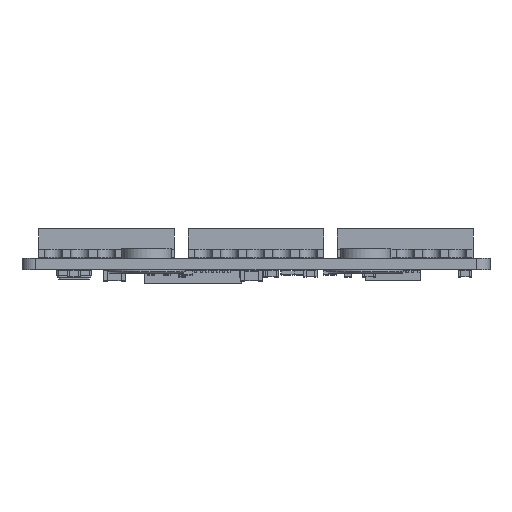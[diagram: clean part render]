
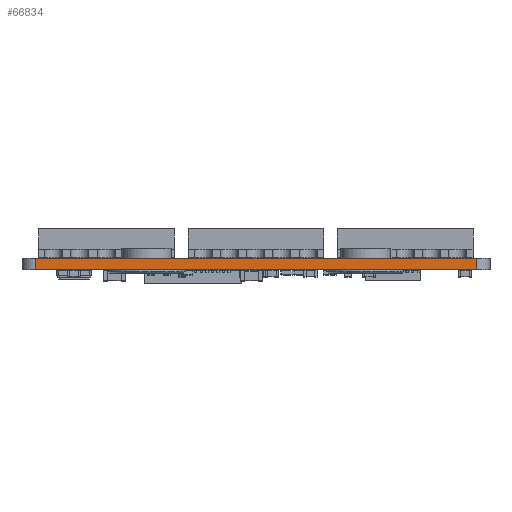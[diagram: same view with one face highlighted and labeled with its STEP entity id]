
A CAD part, front view. The second image highlights one B-rep face of the part: STEP entity #66834.
In plain terms, the highlighted planar face has unit normal (0, -1, 0).
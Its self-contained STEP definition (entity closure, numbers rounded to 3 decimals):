
#65384 = VERTEX_POINT('',#65385);
#65385 = CARTESIAN_POINT('',(-15.913,-65.5,0.));
#65392 = EDGE_CURVE('',#65393,#65384,#65395,.T.);
#65393 = VERTEX_POINT('',#65394);
#65394 = CARTESIAN_POINT('',(15.913,-65.5,0.));
#65395 = LINE('',#65396,#65397);
#65396 = CARTESIAN_POINT('',(15.913,-65.5,0.));
#65397 = VECTOR('',#65398,1.);
#65398 = DIRECTION('',(-1.,0.,0.));
#66070 = VERTEX_POINT('',#66071);
#66071 = CARTESIAN_POINT('',(-15.913,-65.5,0.8));
#66078 = EDGE_CURVE('',#66079,#66070,#66081,.T.);
#66079 = VERTEX_POINT('',#66080);
#66080 = CARTESIAN_POINT('',(15.913,-65.5,0.8));
#66081 = LINE('',#66082,#66083);
#66082 = CARTESIAN_POINT('',(15.913,-65.5,0.8));
#66083 = VECTOR('',#66084,1.);
#66084 = DIRECTION('',(-1.,0.,0.));
#66804 = EDGE_CURVE('',#65384,#66070,#66805,.T.);
#66805 = LINE('',#66806,#66807);
#66806 = CARTESIAN_POINT('',(-15.913,-65.5,0.));
#66807 = VECTOR('',#66808,1.);
#66808 = DIRECTION('',(0.,0.,1.));
#66834 = ADVANCED_FACE('',(#66835),#66846,.T.);
#66835 = FACE_BOUND('',#66836,.T.);
#66836 = EDGE_LOOP('',(#66837,#66843,#66844,#66845));
#66837 = ORIENTED_EDGE('',*,*,#66838,.T.);
#66838 = EDGE_CURVE('',#65393,#66079,#66839,.T.);
#66839 = LINE('',#66840,#66841);
#66840 = CARTESIAN_POINT('',(15.913,-65.5,0.));
#66841 = VECTOR('',#66842,1.);
#66842 = DIRECTION('',(0.,0.,1.));
#66843 = ORIENTED_EDGE('',*,*,#66078,.T.);
#66844 = ORIENTED_EDGE('',*,*,#66804,.F.);
#66845 = ORIENTED_EDGE('',*,*,#65392,.F.);
#66846 = PLANE('',#66847);
#66847 = AXIS2_PLACEMENT_3D('',#66848,#66849,#66850);
#66848 = CARTESIAN_POINT('',(15.913,-65.5,0.));
#66849 = DIRECTION('',(0.,-1.,0.));
#66850 = DIRECTION('',(-1.,0.,0.));
